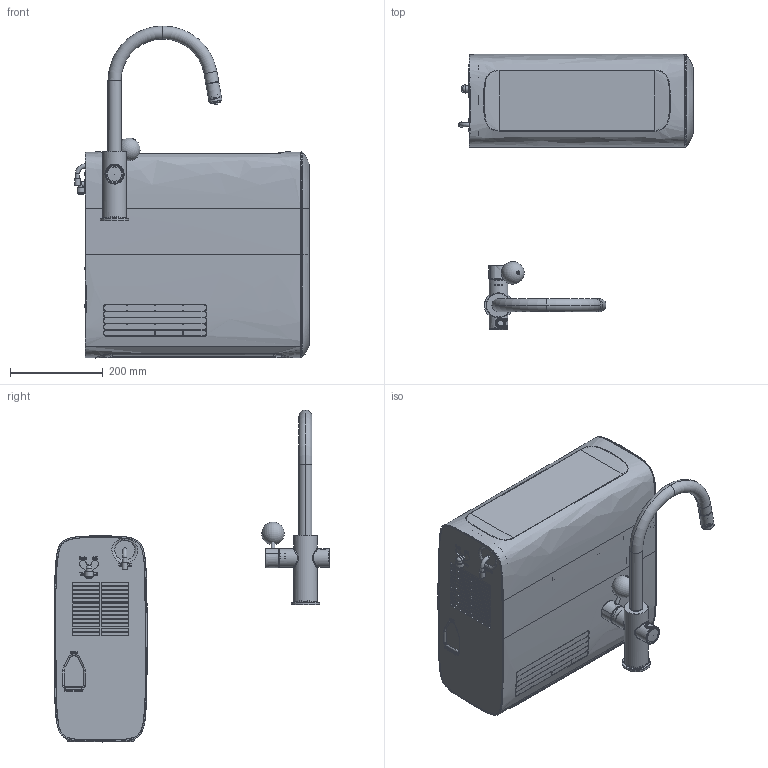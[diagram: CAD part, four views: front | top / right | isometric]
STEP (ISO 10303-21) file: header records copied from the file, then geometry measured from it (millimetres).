
FILE_DESCRIPTION(/* description */ ('Unknown'),/* implementation_level */ '2;1');
FILE_NAME(/* name */ '31541000',/* time_stamp */ '2022-09-01T14:38:47+02:00',/* author */ ('Unknown'),/* organization */ ('GROHE AG'),/* preprocessor_version */ 'ST-DEVELOPER v16.7',/* originating_system */ 'DEX',/* authorisation */ $);
FILE_SCHEMA (('AUTOMOTIVE_DESIGN {1 0 10303 214 3 1 1}'));
Products named in the file (20): 31541000; Document; Document_0; Document_1; 31541000_0; jama_tri; A1921_MENTOR_ALLCATPART_14072015; 31541000_1; 31541000_2; id694; 149816251; 220113221; 220113480_1; 220113482_1; 220113483; 220113484; 220113485; 220113486_1; GROHE_ANSCHLUSS
Assembly tree (19 placements, depth 2):
  31541000
    31541000
    Document
    Document_0
    Document_1
    31541000_0
    jama_tri
    A1921_MENTOR_ALLCATPART_14072015
    31541000_1
    31541000_2
    id694
    149816251
    220113221
    220113480_1
    220113482_1
    220113483
    220113484
    220113485
    220113486_1
    GROHE_ANSCHLUSS
Bounding box: 505 x 592.88 x 714.09 mm (x, y, z)
Volume: 554333.3 mm3; surface area: 1018638.8 mm2
Topology: 9 solids, 54 shells, 799 faces, 3636 edges, 2926 vertices
Faces by surface type: plane 456, bspline 144, cylinder 129, cone 33, torus 33, sphere 4
Full cylindrical faces by diameter (mm): 6 x1, 7 x1, 8 x1, 8.06 x1, 8.1 x1, 9 x2, 12 x2, 12.7 x2, 16.8 x1, 17.7 x1, 18.2 x1, 20.7 x1, 21 x1, 22.45 x2, 22.917 x2, 23.87 x1, 24 x1, 25 x1, 28 x1, 28.2 x1, 30.9 x1, 34.5 x1, 35 x2, 35.917 x2, 40 x2, 46.917 x1, 51 x1, 61 x1
Entity records: 64077 total; most frequent: CARTESIAN_POINT 34424, ORIENTED_EDGE 5269, DIRECTION 4366, EDGE_CURVE 3528, VERTEX_POINT 2895, LINE 1656, VECTOR 1656, AXIS2_PLACEMENT_3D 1355
